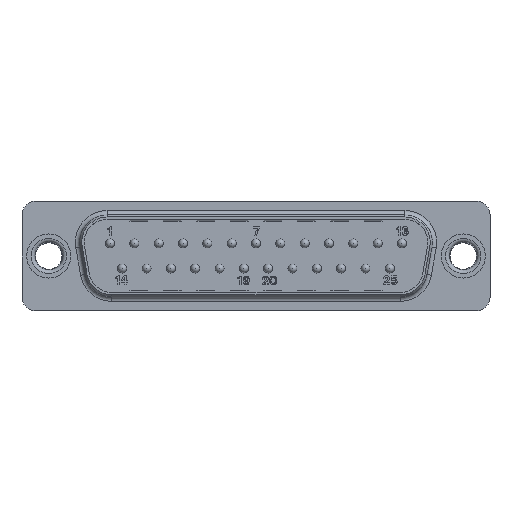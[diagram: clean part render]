
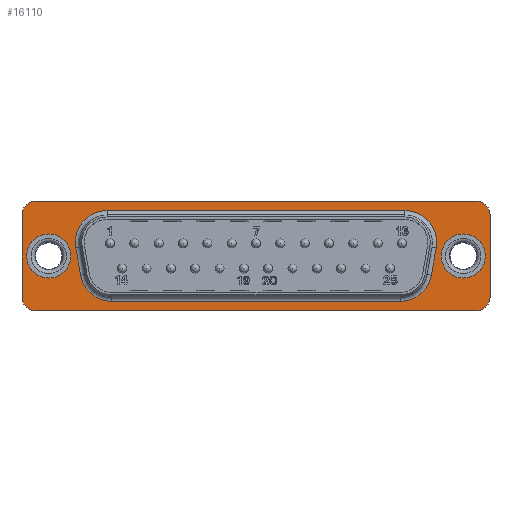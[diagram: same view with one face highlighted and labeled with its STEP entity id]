
A CAD part, top view. The second image highlights one B-rep face of the part: STEP entity #16110.
In plain terms, the highlighted face is planar.
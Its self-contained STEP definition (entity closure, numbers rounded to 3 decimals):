
#1666=LINE('',#32110,#3072);
#1748=LINE('',#32311,#3154);
#1752=LINE('',#32323,#3158);
#1754=LINE('',#32331,#3160);
#1756=LINE('',#32337,#3162);
#1757=LINE('',#32342,#3163);
#1758=LINE('',#32346,#3164);
#1759=LINE('',#32350,#3165);
#3072=VECTOR('',#22175,1000.);
#3154=VECTOR('',#22311,1000.);
#3158=VECTOR('',#22323,1000.);
#3160=VECTOR('',#22333,1000.);
#3162=VECTOR('',#22343,1000.);
#3163=VECTOR('',#22346,1000.);
#3164=VECTOR('',#22349,1000.);
#3165=VECTOR('',#22352,1000.);
#3815=CIRCLE('',#18642,2.5);
#3817=CIRCLE('',#18645,2.5);
#3827=CIRCLE('',#18665,1.5);
#3829=CIRCLE('',#18669,1.5);
#3831=CIRCLE('',#18673,1.5);
#3833=CIRCLE('',#18677,1.5);
#3835=CIRCLE('',#18680,3.6);
#3836=CIRCLE('',#18681,3.6);
#3837=CIRCLE('',#18682,3.6);
#3838=CIRCLE('',#18683,3.6);
#7770=ORIENTED_EDGE('',*,*,#10409,.F.);
#7771=ORIENTED_EDGE('',*,*,#10410,.F.);
#7772=ORIENTED_EDGE('',*,*,#10411,.F.);
#7773=ORIENTED_EDGE('',*,*,#10412,.F.);
#7774=ORIENTED_EDGE('',*,*,#10413,.F.);
#7775=ORIENTED_EDGE('',*,*,#10414,.F.);
#7776=ORIENTED_EDGE('',*,*,#10415,.F.);
#7777=ORIENTED_EDGE('',*,*,#10416,.F.);
#7778=ORIENTED_EDGE('',*,*,#10302,.T.);
#7779=ORIENTED_EDGE('',*,*,#10300,.T.);
#7780=ORIENTED_EDGE('',*,*,#10407,.F.);
#7781=ORIENTED_EDGE('',*,*,#10299,.F.);
#7782=ORIENTED_EDGE('',*,*,#10402,.F.);
#7783=ORIENTED_EDGE('',*,*,#10401,.F.);
#7784=ORIENTED_EDGE('',*,*,#10396,.F.);
#7785=ORIENTED_EDGE('',*,*,#10395,.F.);
#7786=ORIENTED_EDGE('',*,*,#10389,.F.);
#7787=ORIENTED_EDGE('',*,*,#10405,.F.);
#10299=EDGE_CURVE('',#11949,#11947,#1666,.T.);
#10300=EDGE_CURVE('',#11950,#11950,#3815,.T.);
#10302=EDGE_CURVE('',#11952,#11952,#3817,.T.);
#10389=EDGE_CURVE('',#12036,#12037,#3827,.T.);
#10395=EDGE_CURVE('',#12037,#12041,#1748,.T.);
#10396=EDGE_CURVE('',#12041,#12042,#3829,.T.);
#10401=EDGE_CURVE('',#12042,#12045,#1752,.T.);
#10402=EDGE_CURVE('',#12045,#11949,#3831,.T.);
#10405=EDGE_CURVE('',#12046,#12036,#1754,.T.);
#10407=EDGE_CURVE('',#11947,#12046,#3833,.T.);
#10409=EDGE_CURVE('',#12048,#12049,#1756,.T.);
#10410=EDGE_CURVE('',#12050,#12048,#3835,.T.);
#10411=EDGE_CURVE('',#12051,#12050,#1757,.T.);
#10412=EDGE_CURVE('',#12052,#12051,#3836,.T.);
#10413=EDGE_CURVE('',#12053,#12052,#1758,.T.);
#10414=EDGE_CURVE('',#12054,#12053,#3837,.T.);
#10415=EDGE_CURVE('',#12055,#12054,#1759,.T.);
#10416=EDGE_CURVE('',#12049,#12055,#3838,.T.);
#11947=VERTEX_POINT('',#32105);
#11949=VERTEX_POINT('',#32109);
#11950=VERTEX_POINT('',#32113);
#11952=VERTEX_POINT('',#32118);
#12036=VERTEX_POINT('',#32299);
#12037=VERTEX_POINT('',#32300);
#12041=VERTEX_POINT('',#32309);
#12042=VERTEX_POINT('',#32314);
#12045=VERTEX_POINT('',#32321);
#12046=VERTEX_POINT('',#32329);
#12048=VERTEX_POINT('',#32338);
#12049=VERTEX_POINT('',#32339);
#12050=VERTEX_POINT('',#32341);
#12051=VERTEX_POINT('',#32343);
#12052=VERTEX_POINT('',#32345);
#12053=VERTEX_POINT('',#32347);
#12054=VERTEX_POINT('',#32349);
#12055=VERTEX_POINT('',#32351);
#13262=EDGE_LOOP('',(#7770,#7771,#7772,#7773,#7774,#7775,#7776,#7777));
#13263=EDGE_LOOP('',(#7778));
#13264=EDGE_LOOP('',(#7779));
#13265=EDGE_LOOP('',(#7780,#7781,#7782,#7783,#7784,#7785,#7786,#7787));
#14497=FACE_BOUND('',#13262,.T.);
#14498=FACE_BOUND('',#13263,.T.);
#14499=FACE_BOUND('',#13264,.T.);
#14500=FACE_BOUND('',#13265,.T.);
#15218=PLANE('',#18679);
#16110=ADVANCED_FACE('',(#14497,#14498,#14499,#14500),#15218,.F.);
#18642=AXIS2_PLACEMENT_3D('',#32112,#22178,#22179);
#18645=AXIS2_PLACEMENT_3D('',#32117,#22184,#22185);
#18665=AXIS2_PLACEMENT_3D('',#32298,#22301,#22302);
#18669=AXIS2_PLACEMENT_3D('',#32313,#22314,#22315);
#18673=AXIS2_PLACEMENT_3D('',#32325,#22326,#22327);
#18677=AXIS2_PLACEMENT_3D('',#32334,#22337,#22338);
#18679=AXIS2_PLACEMENT_3D('',#32336,#22341,#22342);
#18680=AXIS2_PLACEMENT_3D('',#32340,#22344,#22345);
#18681=AXIS2_PLACEMENT_3D('',#32344,#22347,#22348);
#18682=AXIS2_PLACEMENT_3D('',#32348,#22350,#22351);
#18683=AXIS2_PLACEMENT_3D('',#32352,#22353,#22354);
#22175=DIRECTION('',(-1.,0.,0.));
#22178=DIRECTION('',(0.,0.,1.));
#22179=DIRECTION('',(-1.,0.,0.));
#22184=DIRECTION('',(0.,0.,1.));
#22185=DIRECTION('',(-1.,0.,0.));
#22301=DIRECTION('',(0.,0.,1.));
#22302=DIRECTION('',(-0.707,-0.707,0.));
#22311=DIRECTION('',(1.,0.,0.));
#22314=DIRECTION('',(0.,0.,1.));
#22315=DIRECTION('',(0.707,-0.707,0.));
#22323=DIRECTION('',(0.,1.,0.));
#22326=DIRECTION('',(0.,0.,1.));
#22327=DIRECTION('',(0.707,0.707,0.));
#22333=DIRECTION('',(0.,-1.,0.));
#22337=DIRECTION('',(0.,0.,1.));
#22338=DIRECTION('',(-0.707,0.707,0.));
#22341=DIRECTION('',(0.,0.,1.));
#22342=DIRECTION('',(1.,0.,0.));
#22343=DIRECTION('',(-1.,0.,0.));
#22344=DIRECTION('',(0.,0.,-1.));
#22345=DIRECTION('',(0.643,-0.766,0.));
#22346=DIRECTION('',(-0.174,-0.985,0.));
#22347=DIRECTION('',(0.,0.,-1.));
#22348=DIRECTION('',(0.766,0.643,0.));
#22349=DIRECTION('',(1.,0.,0.));
#22350=DIRECTION('',(0.,0.,-1.));
#22351=DIRECTION('',(-0.766,0.643,0.));
#22352=DIRECTION('',(-0.174,0.985,0.));
#22353=DIRECTION('',(0.,0.,-1.));
#22354=DIRECTION('',(-0.643,-0.766,0.));
#32105=CARTESIAN_POINT('',(-25.05,6.2,-0.5));
#32109=CARTESIAN_POINT('',(25.05,6.2,-0.5));
#32110=CARTESIAN_POINT('',(26.55,6.2,-0.5));
#32112=CARTESIAN_POINT('',(-23.52,0.,-0.5));
#32113=CARTESIAN_POINT('',(-26.02,0.,-0.5));
#32117=CARTESIAN_POINT('',(23.52,0.,-0.5));
#32118=CARTESIAN_POINT('',(21.02,0.,-0.5));
#32298=CARTESIAN_POINT('',(-25.05,-4.7,-0.5));
#32299=CARTESIAN_POINT('',(-26.55,-4.7,-0.5));
#32300=CARTESIAN_POINT('',(-25.05,-6.2,-0.5));
#32309=CARTESIAN_POINT('',(25.05,-6.2,-0.5));
#32311=CARTESIAN_POINT('',(-26.55,-6.2,-0.5));
#32313=CARTESIAN_POINT('',(25.05,-4.7,-0.5));
#32314=CARTESIAN_POINT('',(26.55,-4.7,-0.5));
#32321=CARTESIAN_POINT('',(26.55,4.7,-0.5));
#32323=CARTESIAN_POINT('',(26.55,-6.2,-0.5));
#32325=CARTESIAN_POINT('',(25.05,4.7,-0.5));
#32329=CARTESIAN_POINT('',(-26.55,4.7,-0.5));
#32331=CARTESIAN_POINT('',(-26.55,6.2,-0.5));
#32334=CARTESIAN_POINT('',(-25.05,4.7,-0.5));
#32336=CARTESIAN_POINT('',(13.54,0.021,-0.5));
#32337=CARTESIAN_POINT('',(6.77,-5.15,-0.5));
#32338=CARTESIAN_POINT('',(16.353,-5.15,-0.5));
#32339=CARTESIAN_POINT('',(-16.353,-5.15,-0.5));
#32340=CARTESIAN_POINT('',(16.353,-1.55,-0.5));
#32341=CARTESIAN_POINT('',(19.899,-2.175,-0.5));
#32342=CARTESIAN_POINT('',(19.991,-1.654,-0.5));
#32343=CARTESIAN_POINT('',(20.445,0.925,-0.5));
#32344=CARTESIAN_POINT('',(16.9,1.55,-0.5));
#32345=CARTESIAN_POINT('',(16.9,5.15,-0.5));
#32346=CARTESIAN_POINT('',(6.77,5.15,-0.5));
#32347=CARTESIAN_POINT('',(-16.9,5.15,-0.5));
#32348=CARTESIAN_POINT('',(-16.9,1.55,-0.5));
#32349=CARTESIAN_POINT('',(-20.445,0.925,-0.5));
#32350=CARTESIAN_POINT('',(-19.856,-2.419,-0.5));
#32351=CARTESIAN_POINT('',(-19.899,-2.175,-0.5));
#32352=CARTESIAN_POINT('',(-16.353,-1.55,-0.5));
